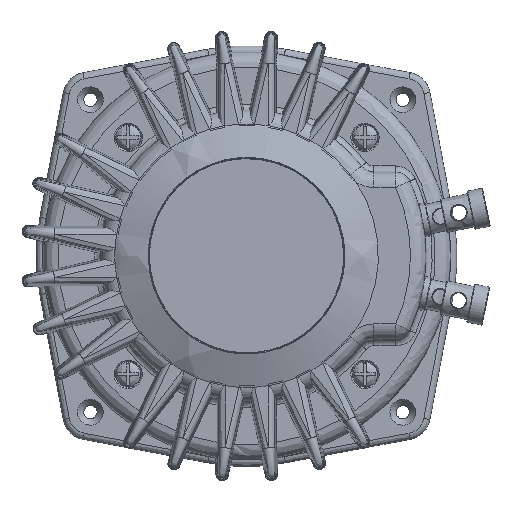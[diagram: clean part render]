
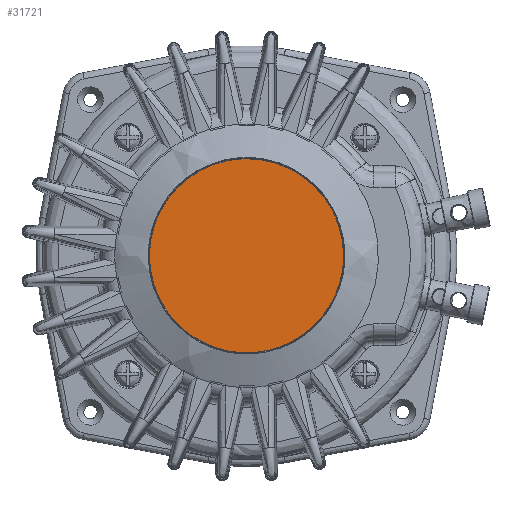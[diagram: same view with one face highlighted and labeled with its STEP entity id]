
A CAD part, top view. The second image highlights one B-rep face of the part: STEP entity #31721.
In plain terms, the highlighted free-form (B-spline) face has degree [1, 1] with [2, 2] control points.
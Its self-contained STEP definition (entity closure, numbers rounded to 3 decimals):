
#31516 = VERTEX_POINT('',#31517);
#31517 = CARTESIAN_POINT('',(31.165,0.025,
    59.738));
#31522 = EDGE_CURVE('',#31516,#31516,#31523,.T.);
#31523 = B_SPLINE_CURVE_WITH_KNOTS('',3,(#31524,#31525,#31526,#31527,
    #31528,#31529,#31530,#31531,#31532,#31533,#31534,#31535,#31536,
    #31537,#31538,#31539,#31540,#31541,#31542,#31543,#31544,#31545,
    #31546,#31547,#31548,#31549,#31550,#31551,#31552,#31553,#31554,
    #31555,#31556,#31557,#31558,#31559,#31560,#31561,#31562,#31563,
    #31564,#31565,#31566,#31567,#31568,#31569,#31570,#31571,#31572,
    #31573,#31574,#31575,#31576,#31577,#31578,#31579,#31580,#31581,
    #31582,#31583,#31584,#31585,#31586,#31587,#31588),.UNSPECIFIED.,.T.,
  .F.,(1,3,2,2,2,2,2,2,2,2,2,2,2,2,2,3,2,2,2,2,2,2,2,2,2,2,2,2,2,2,2,2,3
    ,1),(9.33,9.775,10.512,10.901,
    11.507,12.113,12.846,13.324,
    13.83,14.535,15.141,15.746,
    16.958,17.779,18.61,19.549,
    20.155,20.761,21.124,21.972,
    22.577,23.183,23.595,24.394,
    25.,25.606,26.011,26.817,
    27.422,28.028,28.434,28.879,
    29.324,30.061),.UNSPECIFIED.);
#31524 = CARTESIAN_POINT('',(31.165,0.025,
    59.738));
#31525 = CARTESIAN_POINT('',(31.163,2.478,
    59.738));
#31526 = CARTESIAN_POINT('',(30.867,4.956,
    59.738));
#31527 = CARTESIAN_POINT('',(29.978,8.62,
    59.738));
#31528 = CARTESIAN_POINT('',(29.591,9.863,
    59.738));
#31529 = CARTESIAN_POINT('',(28.418,12.95,
    59.738));
#31530 = CARTESIAN_POINT('',(27.514,14.777,
    59.738));
#31531 = CARTESIAN_POINT('',(25.366,18.22,
    59.738));
#31532 = CARTESIAN_POINT('',(24.122,19.835,
    59.738));
#31533 = CARTESIAN_POINT('',(21.085,23.079,
    59.738));
#31534 = CARTESIAN_POINT('',(19.191,24.678,
    59.738));
#31535 = CARTESIAN_POINT('',(15.803,26.909,
    59.738));
#31536 = CARTESIAN_POINT('',(14.4,27.684,
    59.738));
#31537 = CARTESIAN_POINT('',(11.428,29.043,
    59.738));
#31538 = CARTESIAN_POINT('',(9.83,29.623,
    59.738));
#31539 = CARTESIAN_POINT('',(5.916,30.689,
    59.738));
#31540 = CARTESIAN_POINT('',(3.563,31.049,
    59.738));
#31541 = CARTESIAN_POINT('',(-0.782,31.22,
    59.738));
#31542 = CARTESIAN_POINT('',(-2.817,31.104,
    59.738));
#31543 = CARTESIAN_POINT('',(-6.827,30.476,
    59.738));
#31544 = CARTESIAN_POINT('',(-8.8,29.964,
    59.738));
#31545 = CARTESIAN_POINT('',(-14.464,27.896,
    59.738));
#31546 = CARTESIAN_POINT('',(-18.032,25.735,
    59.738));
#31547 = CARTESIAN_POINT('',(-23.015,21.189,
    59.738));
#31548 = CARTESIAN_POINT('',(-24.81,19.06,
    59.738));
#31549 = CARTESIAN_POINT('',(-27.781,14.395,
    59.738));
#31550 = CARTESIAN_POINT('',(-28.948,11.871,
    59.738));
#31551 = CARTESIAN_POINT('',(-30.693,6.242,
    59.738));
#31552 = CARTESIAN_POINT('',(-31.165,3.117,
    59.738));
#31553 = CARTESIAN_POINT('',(-31.165,0.,59.738));
#31554 = CARTESIAN_POINT('',(-31.165,-2.01,
    59.738));
#31555 = CARTESIAN_POINT('',(-30.969,-4.039,
    59.738));
#31556 = CARTESIAN_POINT('',(-30.184,-8.021,
    59.738));
#31557 = CARTESIAN_POINT('',(-29.595,-9.972,
    59.738));
#31558 = CARTESIAN_POINT('',(-28.374,-12.948,
    59.738));
#31559 = CARTESIAN_POINT('',(-27.849,-14.043,
    59.738));
#31560 = CARTESIAN_POINT('',(-25.884,-17.587,
    59.738));
#31561 = CARTESIAN_POINT('',(-24.158,-19.889,
    59.738));
#31562 = CARTESIAN_POINT('',(-20.769,-23.323,
    59.738));
#31563 = CARTESIAN_POINT('',(-19.204,-24.629,
    59.738));
#31564 = CARTESIAN_POINT('',(-15.848,-26.911,
    59.738));
#31565 = CARTESIAN_POINT('',(-14.058,-27.887,
    59.738));
#31566 = CARTESIAN_POINT('',(-10.952,-29.209,
    59.738));
#31567 = CARTESIAN_POINT('',(-9.651,-29.665,
    59.738));
#31568 = CARTESIAN_POINT('',(-5.744,-30.748,
    59.738));
#31569 = CARTESIAN_POINT('',(-3.062,-31.128,
    59.738));
#31570 = CARTESIAN_POINT('',(1.601,-31.189,
    59.738));
#31571 = CARTESIAN_POINT('',(3.632,-31.019,
    59.738));
#31572 = CARTESIAN_POINT('',(7.624,-30.286,
    59.738));
#31573 = CARTESIAN_POINT('',(9.583,-29.723,
    59.738));
#31574 = CARTESIAN_POINT('',(12.703,-28.49,
    59.738));
#31575 = CARTESIAN_POINT('',(13.929,-27.912,
    59.738));
#31576 = CARTESIAN_POINT('',(17.475,-25.946,
    59.738));
#31577 = CARTESIAN_POINT('',(19.67,-24.321,
    59.738));
#31578 = CARTESIAN_POINT('',(23.048,-21.074,
    59.738));
#31579 = CARTESIAN_POINT('',(24.375,-19.526,
    59.738));
#31580 = CARTESIAN_POINT('',(26.701,-16.2,
    59.738));
#31581 = CARTESIAN_POINT('',(27.7,-14.423,
    59.738));
#31582 = CARTESIAN_POINT('',(29.056,-11.351,
    59.738));
#31583 = CARTESIAN_POINT('',(29.523,-10.075,
    59.738));
#31584 = CARTESIAN_POINT('',(30.324,-7.342,
    59.738));
#31585 = CARTESIAN_POINT('',(30.642,-5.88,
    59.738));
#31586 = CARTESIAN_POINT('',(31.062,-2.933,
    59.738));
#31587 = CARTESIAN_POINT('',(31.166,-1.455,
    59.738));
#31588 = CARTESIAN_POINT('',(31.165,0.025,
    59.738));
#31721 = ADVANCED_FACE('',(#31722),#31725,.T.);
#31722 = FACE_BOUND('',#31723,.T.);
#31723 = EDGE_LOOP('',(#31724));
#31724 = ORIENTED_EDGE('',*,*,#31522,.T.);
#31725 = B_SPLINE_SURFACE_WITH_KNOTS('',1,1,(
    (#31726,#31727)
    ,(#31728,#31729
    )),.UNSPECIFIED.,.F.,.F.,.F.,(2,2),(2,2),(-31.302,
    31.303),(-31.325,31.357),
  .PIECEWISE_BEZIER_KNOTS.);
#31726 = CARTESIAN_POINT('',(-31.165,-31.189,
    59.738));
#31727 = CARTESIAN_POINT('',(-31.165,31.22,
    59.738));
#31728 = CARTESIAN_POINT('',(31.166,-31.189,
    59.738));
#31729 = CARTESIAN_POINT('',(31.166,31.22,
    59.738));
